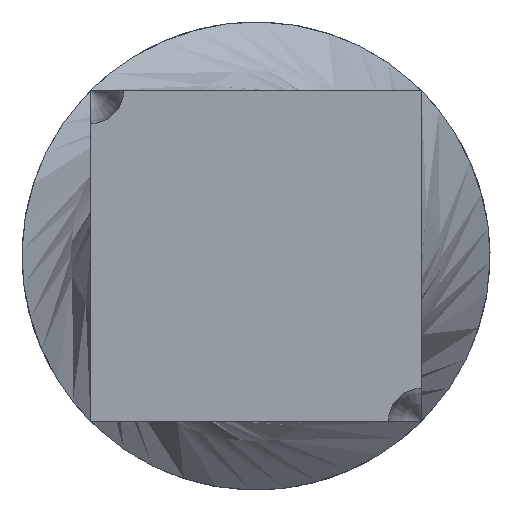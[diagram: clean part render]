
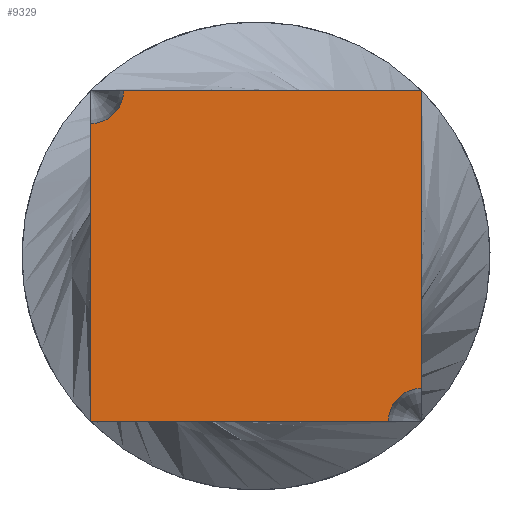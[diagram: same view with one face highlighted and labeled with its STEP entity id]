
A CAD part, front view. The second image highlights one B-rep face of the part: STEP entity #9329.
In plain terms, the highlighted planar face has unit normal (0, -1, 0).
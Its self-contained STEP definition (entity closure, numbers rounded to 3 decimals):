
#1280 = VECTOR ( 'NONE', #9772, 1000. ) ;
#1312 = DIRECTION ( 'NONE',  ( 0., 0., 1. ) ) ;
#1474 = EDGE_CURVE ( 'NONE', #5470, #13376, #17187, .T. ) ;
#1591 = DIRECTION ( 'NONE',  ( 0., 1., 0. ) ) ;
#1902 = LINE ( 'NONE', #8089, #6534 ) ;
#3493 = CARTESIAN_POINT ( 'NONE',  ( 12.5, -620., -10. ) ) ;
#3568 = CARTESIAN_POINT ( 'NONE',  ( -12.5, -620., 10. ) ) ;
#3683 = CARTESIAN_POINT ( 'NONE',  ( -10., -620., 12.5 ) ) ;
#3850 = ORIENTED_EDGE ( 'NONE', *, *, #17067, .F. ) ;
#4348 = VERTEX_POINT ( 'NONE', #3493 ) ;
#5031 = ORIENTED_EDGE ( 'NONE', *, *, #1474, .F. ) ;
#5470 = VERTEX_POINT ( 'NONE', #5870 ) ;
#5484 = CARTESIAN_POINT ( 'NONE',  ( -12.5, -620., -12.5 ) ) ;
#5870 = CARTESIAN_POINT ( 'NONE',  ( 10., -620., -12.5 ) ) ;
#6084 = VECTOR ( 'NONE', #11605, 1000. ) ;
#6187 = CIRCLE ( 'NONE', #10054, 2.5 ) ;
#6534 = VECTOR ( 'NONE', #10840, 1000. ) ;
#7318 = VERTEX_POINT ( 'NONE', #11780 ) ;
#7470 = DIRECTION ( 'NONE',  ( 0., -1., 0. ) ) ;
#8019 = ORIENTED_EDGE ( 'NONE', *, *, #16776, .F. ) ;
#8089 = CARTESIAN_POINT ( 'NONE',  ( -12.5, -620., 12.5 ) ) ;
#8148 = ORIENTED_EDGE ( 'NONE', *, *, #8817, .F. ) ;
#8817 = EDGE_CURVE ( 'NONE', #16562, #10394, #16345, .T. ) ;
#9329 = ADVANCED_FACE ( 'NONE', ( #16939 ), #11178, .F. ) ;
#9411 = CARTESIAN_POINT ( 'NONE',  ( 12.5, -620., -12.5 ) ) ;
#9772 = DIRECTION ( 'NONE',  ( 0., 0., -1. ) ) ;
#10054 = AXIS2_PLACEMENT_3D ( 'NONE', #15476, #7470, #16849 ) ;
#10072 = EDGE_LOOP ( 'NONE', ( #16453, #11106, #8019, #8148, #3850, #5031 ) ) ;
#10394 = VERTEX_POINT ( 'NONE', #3683 ) ;
#10840 = DIRECTION ( 'NONE',  ( 0., 0., 1. ) ) ;
#10980 = CARTESIAN_POINT ( 'NONE',  ( 12.5, -620., 12.5 ) ) ;
#11106 = ORIENTED_EDGE ( 'NONE', *, *, #14765, .F. ) ;
#11163 = AXIS2_PLACEMENT_3D ( 'NONE', #17417, #14866, #1312 ) ;
#11178 = PLANE ( 'NONE',  #12933 ) ;
#11230 = CARTESIAN_POINT ( 'NONE',  ( 0., -620., 0. ) ) ;
#11605 = DIRECTION ( 'NONE',  ( -1., 0., 0. ) ) ;
#11766 = VECTOR ( 'NONE', #16443, 1000. ) ;
#11780 = CARTESIAN_POINT ( 'NONE',  ( 12.5, -620., 12.5 ) ) ;
#12166 = EDGE_CURVE ( 'NONE', #4348, #5470, #6187, .T. ) ;
#12933 = AXIS2_PLACEMENT_3D ( 'NONE', #11230, #1591, #16350 ) ;
#13249 = LINE ( 'NONE', #10980, #11766 ) ;
#13376 = VERTEX_POINT ( 'NONE', #5484 ) ;
#13892 = LINE ( 'NONE', #9411, #1280 ) ;
#14513 = CARTESIAN_POINT ( 'NONE',  ( -12.5, -620., -12.5 ) ) ;
#14765 = EDGE_CURVE ( 'NONE', #7318, #4348, #13892, .T. ) ;
#14866 = DIRECTION ( 'NONE',  ( 0., -1., 0. ) ) ;
#15476 = CARTESIAN_POINT ( 'NONE',  ( 12.5, -620., -12.5 ) ) ;
#16345 = CIRCLE ( 'NONE', #11163, 2.5 ) ;
#16350 = DIRECTION ( 'NONE',  ( 0., 0., 1. ) ) ;
#16443 = DIRECTION ( 'NONE',  ( 1., 0., 0. ) ) ;
#16453 = ORIENTED_EDGE ( 'NONE', *, *, #12166, .F. ) ;
#16562 = VERTEX_POINT ( 'NONE', #3568 ) ;
#16776 = EDGE_CURVE ( 'NONE', #10394, #7318, #13249, .T. ) ;
#16849 = DIRECTION ( 'NONE',  ( 0., 0., 1. ) ) ;
#16939 = FACE_OUTER_BOUND ( 'NONE', #10072, .T. ) ;
#17067 = EDGE_CURVE ( 'NONE', #13376, #16562, #1902, .T. ) ;
#17187 = LINE ( 'NONE', #14513, #6084 ) ;
#17417 = CARTESIAN_POINT ( 'NONE',  ( -12.5, -620., 12.5 ) ) ;
